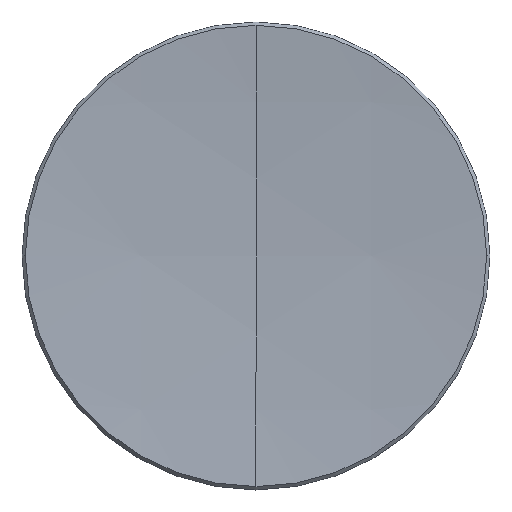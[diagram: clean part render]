
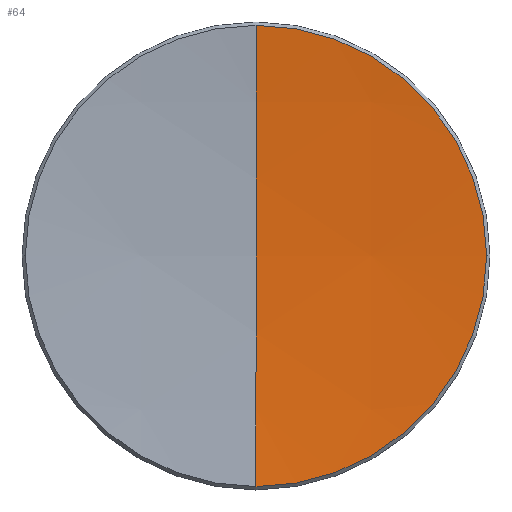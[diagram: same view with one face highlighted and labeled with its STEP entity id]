
A CAD part, top view. The second image highlights one B-rep face of the part: STEP entity #64.
In plain terms, the highlighted spherical face has radius 131.56 mm.
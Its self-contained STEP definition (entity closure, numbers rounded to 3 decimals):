
#2 = VERTEX_POINT ( 'NONE', #222 ) ;
#9 = DIRECTION ( 'NONE',  ( 1., 0., 0. ) ) ;
#21 = AXIS2_PLACEMENT_3D ( 'NONE', #190, #321, #36 ) ;
#22 = VERTEX_POINT ( 'NONE', #66 ) ;
#35 = CARTESIAN_POINT ( 'NONE',  ( 0., 0., 5.982 ) ) ;
#36 = DIRECTION ( 'NONE',  ( 0., -1., 0. ) ) ;
#45 = DIRECTION ( 'NONE',  ( 1., 0., 0. ) ) ;
#49 = ORIENTED_EDGE ( 'NONE', *, *, #319, .T. ) ;
#50 = EDGE_LOOP ( 'NONE', ( #210, #49, #77, #207 ) ) ;
#54 = CARTESIAN_POINT ( 'NONE',  ( 0., 0., 136.946 ) ) ;
#62 = SPHERICAL_SURFACE ( 'NONE', #87, 131.56 ) ;
#64 = ADVANCED_FACE ( 'NONE', ( #286 ), #62, .F. ) ;
#66 = CARTESIAN_POINT ( 'NONE',  ( 12.518, 0., 5.982 ) ) ;
#72 = AXIS2_PLACEMENT_3D ( 'NONE', #248, #45, #175 ) ;
#77 = ORIENTED_EDGE ( 'NONE', *, *, #135, .T. ) ;
#87 = AXIS2_PLACEMENT_3D ( 'NONE', #54, #143, #318 ) ;
#104 = VERTEX_POINT ( 'NONE', #236 ) ;
#111 = CIRCLE ( 'NONE', #279, 12.518 ) ;
#135 = EDGE_CURVE ( 'NONE', #2, #22, #111, .T. ) ;
#143 = DIRECTION ( 'NONE',  ( -1., 0., 0. ) ) ;
#157 = DIRECTION ( 'NONE',  ( 0., 0., 1. ) ) ;
#162 = CIRCLE ( 'NONE', #72, 131.56 ) ;
#175 = DIRECTION ( 'NONE',  ( 0., 0., -1. ) ) ;
#189 = CARTESIAN_POINT ( 'NONE',  ( 0., 0., 5.982 ) ) ;
#190 = CARTESIAN_POINT ( 'NONE',  ( 0., 0., 136.946 ) ) ;
#192 = AXIS2_PLACEMENT_3D ( 'NONE', #35, #157, #9 ) ;
#194 = DIRECTION ( 'NONE',  ( 1., 0., 0. ) ) ;
#207 = ORIENTED_EDGE ( 'NONE', *, *, #313, .T. ) ;
#210 = ORIENTED_EDGE ( 'NONE', *, *, #247, .F. ) ;
#219 = CARTESIAN_POINT ( 'NONE',  ( 0., 12.518, 5.982 ) ) ;
#220 = CIRCLE ( 'NONE', #192, 12.518 ) ;
#222 = CARTESIAN_POINT ( 'NONE',  ( 0., -12.518, 5.982 ) ) ;
#236 = CARTESIAN_POINT ( 'NONE',  ( 0., 0., 5.386 ) ) ;
#247 = EDGE_CURVE ( 'NONE', #104, #267, #162, .T. ) ;
#248 = CARTESIAN_POINT ( 'NONE',  ( 0., 0., 136.946 ) ) ;
#267 = VERTEX_POINT ( 'NONE', #219 ) ;
#279 = AXIS2_PLACEMENT_3D ( 'NONE', #189, #290, #194 ) ;
#286 = FACE_OUTER_BOUND ( 'NONE', #50, .T. ) ;
#290 = DIRECTION ( 'NONE',  ( 0., 0., 1. ) ) ;
#313 = EDGE_CURVE ( 'NONE', #22, #267, #220, .T. ) ;
#318 = DIRECTION ( 'NONE',  ( 0., 1., 0. ) ) ;
#319 = EDGE_CURVE ( 'NONE', #104, #2, #322, .T. ) ;
#321 = DIRECTION ( 'NONE',  ( -1., 0., 0. ) ) ;
#322 = CIRCLE ( 'NONE', #21, 131.56 ) ;
